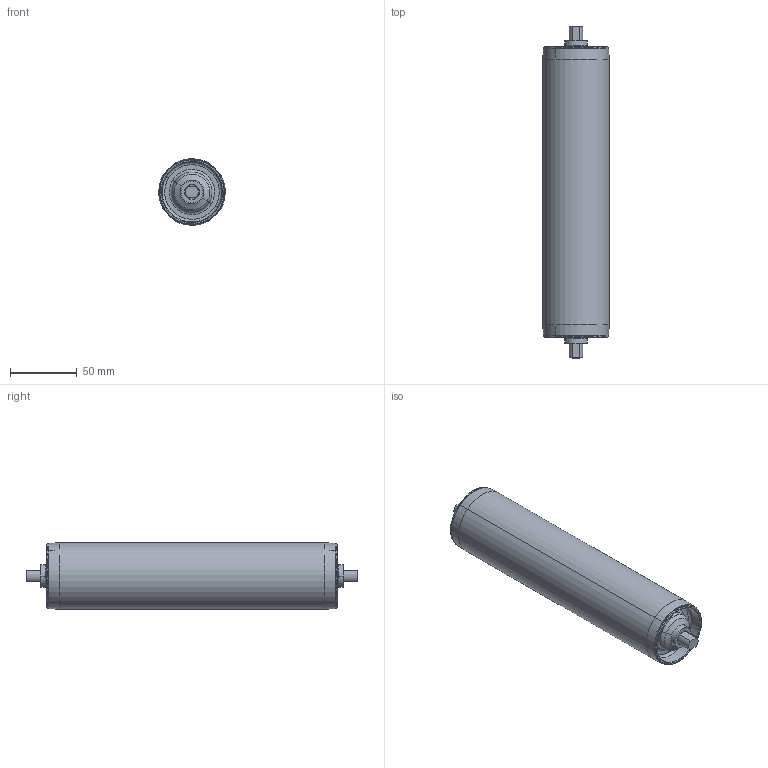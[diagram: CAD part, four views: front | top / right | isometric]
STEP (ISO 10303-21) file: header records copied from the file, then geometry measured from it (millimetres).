
FILE_DESCRIPTION (( 'STEP AP214' ), '1' );
FILE_NAME ('CCR003.STEP', '2023-02-09T06:22:20', ( '' ), ( '' ), 'SwSTEP 2.0', 'SolidWorks 2022', '' );
FILE_SCHEMA (( 'AUTOMOTIVE_DESIGN' ));
Length unit declared in the file: millimetre
Products named in the file (6): Part1; Part5; Part3; Part6_ball; CCR003; Part2
Assembly tree (38 placements, depth 2):
  CCR003
    Part1
    Part2
    Part3  x2
    Part5  x2
    Part6_ball  x32
Bounding box: 49.99 x 249 x 49.99 mm (x, y, z)
Volume: 70448.1 mm3; surface area: 95885.5 mm2
Topology: 38 solids, 38 shells, 195 faces, 495 edges, 318 vertices
Faces by surface type: sphere 64, cylinder 47, cone 32, plane 28, torus 24
Entity records: 2521 total; most frequent: DIRECTION 485, CARTESIAN_POINT 364, ORIENTED_EDGE 310, AXIS2_PLACEMENT_3D 213, EDGE_CURVE 155, CIRCLE 96, VERTEX_POINT 92, EDGE_LOOP 85
